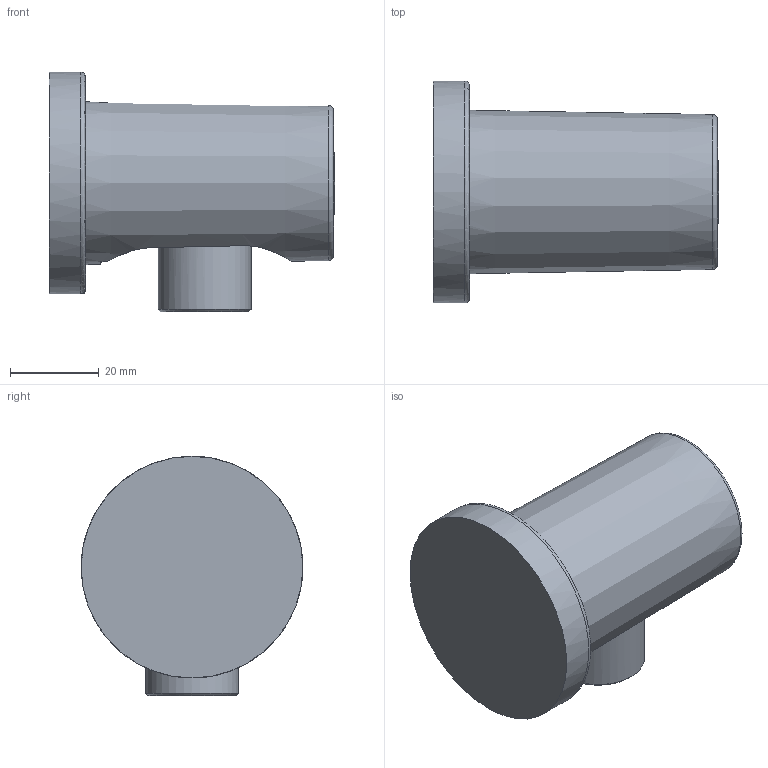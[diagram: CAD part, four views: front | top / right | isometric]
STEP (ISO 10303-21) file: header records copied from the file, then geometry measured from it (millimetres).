
FILE_DESCRIPTION(/* description */ ('Unknown'),/* implementation_level */ '2;1');
FILE_NAME(/* name */ '27057000_detailliert',/* time_stamp */ '2022-09-08T15:11:36+02:00',/* author */ ('Unknown'),/* organization */ ('GROHE AG'),/* preprocessor_version */ 'ST-DEVELOPER v16.7',/* originating_system */ 'DEX',/* authorisation */ $);
FILE_SCHEMA (('AUTOMOTIVE_DESIGN {1 0 10303 214 3 1 1}'));
Length unit declared in the file: millimetre
Products named in the file (3): 27057000_detailliert; id46
Assembly tree (2 placements, depth 2):
  27057000_detailliert
    27057000_detailliert
    id46
Bounding box: 64.3 x 50 x 54 mm (x, y, z)
Volume: 16283.9 mm3; surface area: 21822.6 mm2
Topology: 1 solids, 6 shells, 66 faces, 257 edges, 191 vertices
Faces by surface type: bspline 26, plane 15, cylinder 14, sphere 5, cone 4, torus 2
Full cylindrical faces by diameter (mm): 20.955 x1, 50 x1
Entity records: 5405 total; most frequent: CARTESIAN_POINT 3447, ORIENTED_EDGE 342, DIRECTION 267, EDGE_CURVE 234, VERTEX_POINT 180, B_SPLINE_CURVE_WITH_KNOTS 114, AXIS2_PLACEMENT_3D 110, EDGE_LOOP 76
